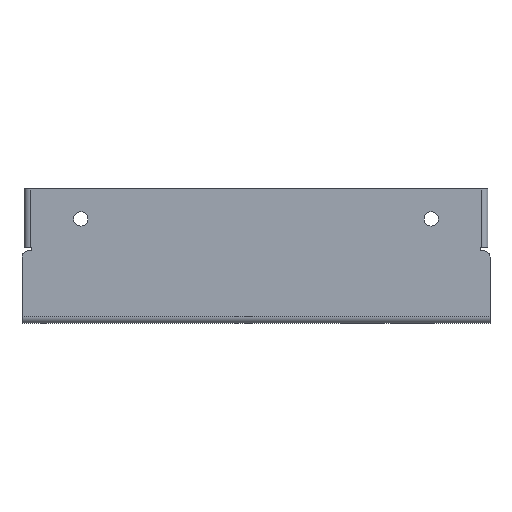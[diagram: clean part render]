
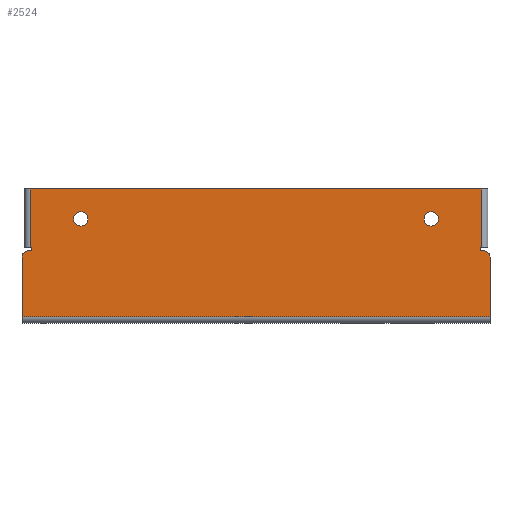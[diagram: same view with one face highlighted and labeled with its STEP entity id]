
A CAD part, front view. The second image highlights one B-rep face of the part: STEP entity #2524.
In plain terms, the highlighted planar face has unit normal (0, -1, 0).
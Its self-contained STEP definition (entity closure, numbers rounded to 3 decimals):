
#17=FACE_BOUND('',#343,.T.);
#18=FACE_BOUND('',#344,.T.);
#86=PLANE('',#2731);
#200=FACE_OUTER_BOUND('',#342,.T.);
#342=EDGE_LOOP('',(#1923,#1924,#1925,#1926,#1927,#1928,#1929,#1930,#1931,
#1932,#1933,#1934,#1935,#1936));
#343=EDGE_LOOP('',(#1937));
#344=EDGE_LOOP('',(#1938));
#585=LINE('',#4002,#835);
#588=LINE('',#4008,#838);
#589=LINE('',#4010,#839);
#590=LINE('',#4012,#840);
#591=LINE('',#4016,#841);
#592=LINE('',#4018,#842);
#593=LINE('',#4020,#843);
#594=LINE('',#4022,#844);
#595=LINE('',#4024,#845);
#596=LINE('',#4026,#846);
#597=LINE('',#4028,#847);
#598=LINE('',#4029,#848);
#835=VECTOR('',#3233,10.);
#838=VECTOR('',#3238,10.);
#839=VECTOR('',#3239,10.);
#840=VECTOR('',#3240,2.16);
#841=VECTOR('',#3243,10.);
#842=VECTOR('',#3244,10.);
#843=VECTOR('',#3245,10.);
#844=VECTOR('',#3246,10.);
#845=VECTOR('',#3247,10.);
#846=VECTOR('',#3248,10.);
#847=VECTOR('',#3249,10.);
#848=VECTOR('',#3250,10.);
#1017=CIRCLE('',#2710,3.5);
#1021=CIRCLE('',#2716,3.5);
#1028=CIRCLE('',#2728,3.);
#1030=CIRCLE('',#2732,3.);
#1181=VERTEX_POINT('',#3929);
#1185=VERTEX_POINT('',#3941);
#1206=VERTEX_POINT('',#3992);
#1207=VERTEX_POINT('',#3993);
#1210=VERTEX_POINT('',#4001);
#1212=VERTEX_POINT('',#4007);
#1213=VERTEX_POINT('',#4009);
#1214=VERTEX_POINT('',#4011);
#1215=VERTEX_POINT('',#4013);
#1216=VERTEX_POINT('',#4015);
#1217=VERTEX_POINT('',#4017);
#1218=VERTEX_POINT('',#4019);
#1219=VERTEX_POINT('',#4021);
#1220=VERTEX_POINT('',#4023);
#1221=VERTEX_POINT('',#4025);
#1222=VERTEX_POINT('',#4027);
#1459=EDGE_CURVE('',#1181,#1181,#1017,.T.);
#1465=EDGE_CURVE('',#1185,#1185,#1021,.T.);
#1490=EDGE_CURVE('',#1206,#1207,#1028,.T.);
#1494=EDGE_CURVE('',#1207,#1210,#585,.T.);
#1497=EDGE_CURVE('',#1206,#1212,#588,.T.);
#1498=EDGE_CURVE('',#1212,#1213,#589,.T.);
#1499=EDGE_CURVE('',#1213,#1214,#590,.T.);
#1500=EDGE_CURVE('',#1215,#1214,#1030,.T.);
#1501=EDGE_CURVE('',#1215,#1216,#591,.T.);
#1502=EDGE_CURVE('',#1216,#1217,#592,.T.);
#1503=EDGE_CURVE('',#1217,#1218,#593,.T.);
#1504=EDGE_CURVE('',#1218,#1219,#594,.T.);
#1505=EDGE_CURVE('',#1219,#1220,#595,.T.);
#1506=EDGE_CURVE('',#1220,#1221,#596,.T.);
#1507=EDGE_CURVE('',#1221,#1222,#597,.T.);
#1508=EDGE_CURVE('',#1222,#1210,#598,.T.);
#1923=ORIENTED_EDGE('',*,*,#1490,.F.);
#1924=ORIENTED_EDGE('',*,*,#1497,.T.);
#1925=ORIENTED_EDGE('',*,*,#1498,.T.);
#1926=ORIENTED_EDGE('',*,*,#1499,.T.);
#1927=ORIENTED_EDGE('',*,*,#1500,.F.);
#1928=ORIENTED_EDGE('',*,*,#1501,.T.);
#1929=ORIENTED_EDGE('',*,*,#1502,.T.);
#1930=ORIENTED_EDGE('',*,*,#1503,.T.);
#1931=ORIENTED_EDGE('',*,*,#1504,.T.);
#1932=ORIENTED_EDGE('',*,*,#1505,.T.);
#1933=ORIENTED_EDGE('',*,*,#1506,.T.);
#1934=ORIENTED_EDGE('',*,*,#1507,.T.);
#1935=ORIENTED_EDGE('',*,*,#1508,.T.);
#1936=ORIENTED_EDGE('',*,*,#1494,.F.);
#1937=ORIENTED_EDGE('',*,*,#1459,.T.);
#1938=ORIENTED_EDGE('',*,*,#1465,.T.);
#2524=ADVANCED_FACE('',(#200,#17,#18),#86,.T.);
#2710=AXIS2_PLACEMENT_3D('',#3930,#3169,#3170);
#2716=AXIS2_PLACEMENT_3D('',#3942,#3183,#3184);
#2728=AXIS2_PLACEMENT_3D('',#3994,#3225,#3226);
#2731=AXIS2_PLACEMENT_3D('',#4006,#3236,#3237);
#2732=AXIS2_PLACEMENT_3D('',#4014,#3241,#3242);
#3169=DIRECTION('center_axis',(0.,1.,0.));
#3170=DIRECTION('ref_axis',(1.,0.,0.));
#3183=DIRECTION('center_axis',(0.,1.,0.));
#3184=DIRECTION('ref_axis',(1.,0.,0.));
#3225=DIRECTION('center_axis',(0.,1.,0.));
#3226=DIRECTION('ref_axis',(-0.707,0.,0.707));
#3233=DIRECTION('',(1.,0.,0.));
#3236=DIRECTION('center_axis',(0.,-1.,0.));
#3237=DIRECTION('ref_axis',(-1.,0.,0.));
#3238=DIRECTION('',(0.,0.,-1.));
#3239=DIRECTION('',(1.,0.,0.));
#3240=DIRECTION('',(0.,0.,1.));
#3241=DIRECTION('center_axis',(0.,1.,0.));
#3242=DIRECTION('ref_axis',(0.707,0.,0.707));
#3243=DIRECTION('',(-1.,0.,0.));
#3244=DIRECTION('',(0.,0.,1.));
#3245=DIRECTION('',(1.,0.,0.));
#3246=DIRECTION('',(0.,0.,1.));
#3247=DIRECTION('',(-1.,0.,0.));
#3248=DIRECTION('',(0.,0.,-1.));
#3249=DIRECTION('',(1.,0.,0.));
#3250=DIRECTION('',(0.,0.,-1.));
#3929=CARTESIAN_POINT('',(81.5,-106.,50.5));
#3930=CARTESIAN_POINT('Origin',(85.,-106.,50.5));
#3941=CARTESIAN_POINT('',(-88.5,-106.,50.5));
#3942=CARTESIAN_POINT('Origin',(-85.,-106.,50.5));
#3992=CARTESIAN_POINT('',(-113.5,-106.,32.));
#3993=CARTESIAN_POINT('',(-110.5,-106.,35.));
#3994=CARTESIAN_POINT('Origin',(-110.5,-106.,32.));
#4001=CARTESIAN_POINT('',(-108.75,-106.,35.));
#4002=CARTESIAN_POINT('',(-56.75,-106.,35.));
#4006=CARTESIAN_POINT('Origin',(0.,-106.,32.304));
#4007=CARTESIAN_POINT('',(-113.5,-106.,3.));
#4008=CARTESIAN_POINT('',(-113.5,-106.,3.));
#4009=CARTESIAN_POINT('',(113.5,-106.,3.));
#4010=CARTESIAN_POINT('',(0.,-106.,3.));
#4011=CARTESIAN_POINT('',(113.5,-106.,32.));
#4012=CARTESIAN_POINT('',(113.5,-106.,-3.786));
#4013=CARTESIAN_POINT('',(110.5,-106.,35.));
#4014=CARTESIAN_POINT('Origin',(110.5,-106.,32.));
#4015=CARTESIAN_POINT('',(108.75,-106.,35.));
#4016=CARTESIAN_POINT('',(56.75,-106.,35.));
#4017=CARTESIAN_POINT('',(108.75,-106.,36.5));
#4018=CARTESIAN_POINT('',(108.75,-106.,34.402));
#4019=CARTESIAN_POINT('',(109.5,-106.,36.5));
#4020=CARTESIAN_POINT('',(56.25,-106.,36.5));
#4021=CARTESIAN_POINT('',(109.5,-106.,65.));
#4022=CARTESIAN_POINT('',(109.5,-106.,48.652));
#4023=CARTESIAN_POINT('',(-109.5,-106.,65.));
#4024=CARTESIAN_POINT('',(-113.5,-106.,65.));
#4025=CARTESIAN_POINT('',(-109.5,-106.,36.5));
#4026=CARTESIAN_POINT('',(-109.5,-106.,34.402));
#4027=CARTESIAN_POINT('',(-108.75,-106.,36.5));
#4028=CARTESIAN_POINT('',(-54.375,-106.,36.5));
#4029=CARTESIAN_POINT('',(-108.75,-106.,33.652));
